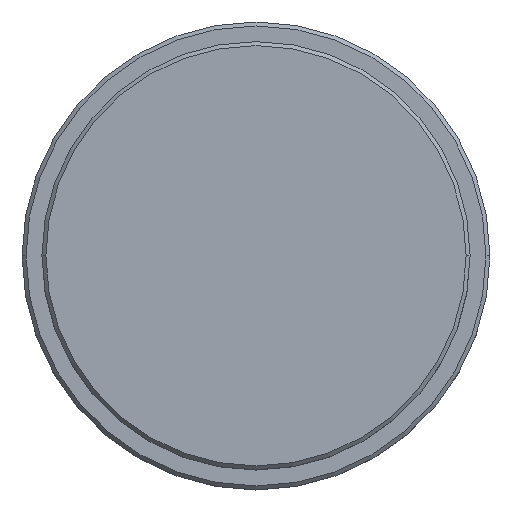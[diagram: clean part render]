
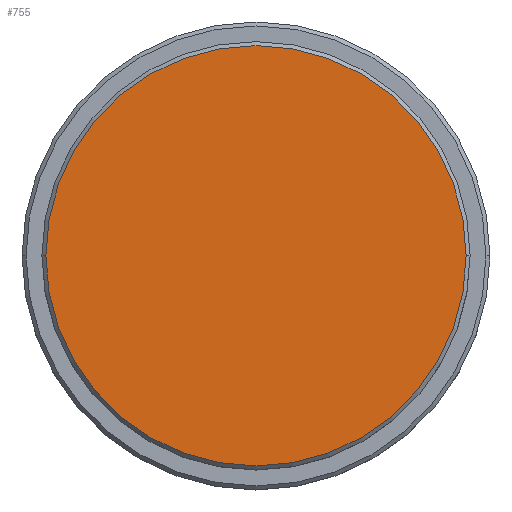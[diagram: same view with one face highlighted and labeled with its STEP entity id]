
A CAD part, top view. The second image highlights one B-rep face of the part: STEP entity #755.
In plain terms, the highlighted planar face has unit normal (0, 0, 1).
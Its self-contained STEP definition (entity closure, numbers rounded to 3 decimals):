
#76 = AXIS2_PLACEMENT_3D ( 'NONE', #919, #267, #606 ) ;
#166 = DIRECTION ( 'NONE',  ( 0., 0., 1. ) ) ;
#178 = ORIENTED_EDGE ( 'NONE', *, *, #1375, .T. ) ;
#267 = DIRECTION ( 'NONE',  ( 0., 0., 1. ) ) ;
#291 = CARTESIAN_POINT ( 'NONE',  ( 26.5, 0., 0. ) ) ;
#473 = CARTESIAN_POINT ( 'NONE',  ( 0., 0., 0. ) ) ;
#600 = FACE_OUTER_BOUND ( 'NONE', #1295, .T. ) ;
#604 = DIRECTION ( 'NONE',  ( 1., 0., 0. ) ) ;
#606 = DIRECTION ( 'NONE',  ( 1., 0., 0. ) ) ;
#691 = CIRCLE ( 'NONE', #76, 26.5 ) ;
#755 = ADVANCED_FACE ( 'NONE', ( #600 ), #1038, .T. ) ;
#776 = ORIENTED_EDGE ( 'NONE', *, *, #1189, .T. ) ;
#905 = DIRECTION ( 'NONE',  ( 0., 0., 1. ) ) ;
#919 = CARTESIAN_POINT ( 'NONE',  ( 0., 0., 0. ) ) ;
#1022 = CARTESIAN_POINT ( 'NONE',  ( 0., 0., 0. ) ) ;
#1038 = PLANE ( 'NONE',  #1117 ) ;
#1098 = CARTESIAN_POINT ( 'NONE',  ( -26.5, 0., 0. ) ) ;
#1110 = VERTEX_POINT ( 'NONE', #291 ) ;
#1117 = AXIS2_PLACEMENT_3D ( 'NONE', #473, #905, #1334 ) ;
#1189 = EDGE_CURVE ( 'NONE', #1278, #1110, #1256, .T. ) ;
#1256 = CIRCLE ( 'NONE', #1367, 26.5 ) ;
#1278 = VERTEX_POINT ( 'NONE', #1098 ) ;
#1295 = EDGE_LOOP ( 'NONE', ( #776, #178 ) ) ;
#1334 = DIRECTION ( 'NONE',  ( 1., 0., 0. ) ) ;
#1367 = AXIS2_PLACEMENT_3D ( 'NONE', #1022, #166, #604 ) ;
#1375 = EDGE_CURVE ( 'NONE', #1110, #1278, #691, .T. ) ;
